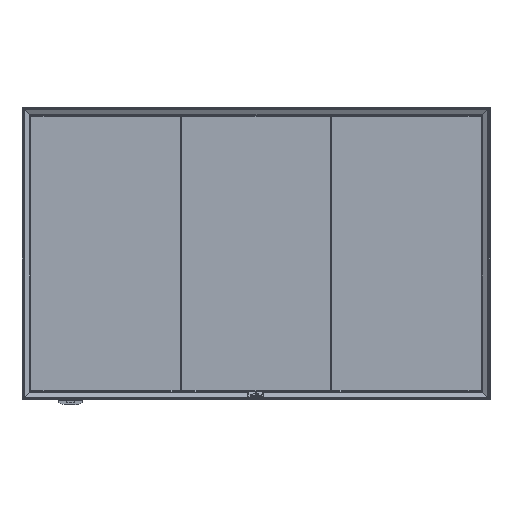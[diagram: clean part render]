
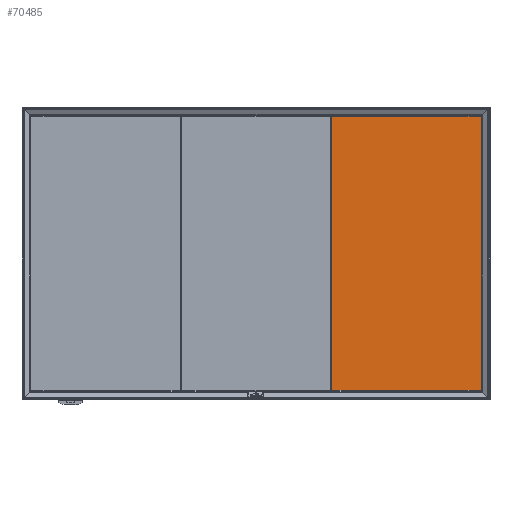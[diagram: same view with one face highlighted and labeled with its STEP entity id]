
A CAD part, front view. The second image highlights one B-rep face of the part: STEP entity #70485.
In plain terms, the highlighted planar face has unit normal (0, -1, 0).
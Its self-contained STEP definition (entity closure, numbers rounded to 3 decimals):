
#9282=FACE_OUTER_BOUND('',#13240,.T.);
#13240=EDGE_LOOP('',(#61646,#61647,#61648,#61649));
#19266=LINE('',#120384,#25897);
#19270=LINE('',#120393,#25901);
#19275=LINE('',#120401,#25906);
#19277=LINE('',#120405,#25908);
#25897=VECTOR('',#96081,383.);
#25901=VECTOR('',#96087,383.);
#25906=VECTOR('',#96094,703.);
#25908=VECTOR('',#96100,703.);
#32739=VERTEX_POINT('',#120382);
#32740=VERTEX_POINT('',#120383);
#32743=VERTEX_POINT('',#120391);
#32744=VERTEX_POINT('',#120392);
#42583=EDGE_CURVE('',#32739,#32740,#19266,.T.);
#42587=EDGE_CURVE('',#32743,#32744,#19270,.T.);
#42592=EDGE_CURVE('',#32739,#32744,#19275,.T.);
#42594=EDGE_CURVE('',#32740,#32743,#19277,.T.);
#61646=ORIENTED_EDGE('',*,*,#42592,.F.);
#61647=ORIENTED_EDGE('',*,*,#42583,.T.);
#61648=ORIENTED_EDGE('',*,*,#42594,.T.);
#61649=ORIENTED_EDGE('',*,*,#42587,.T.);
#67033=PLANE('',#77269);
#70485=ADVANCED_FACE('',(#9282),#67033,.T.);
#77269=AXIS2_PLACEMENT_3D('',#120406,#96101,#96102);
#96081=DIRECTION('',(-1.,0.,0.));
#96087=DIRECTION('',(1.,0.,0.));
#96094=DIRECTION('',(0.,0.,-1.));
#96100=DIRECTION('',(0.,0.,-1.));
#96101=DIRECTION('center_axis',(0.,-1.,0.));
#96102=DIRECTION('ref_axis',(0.,0.,1.));
#120382=CARTESIAN_POINT('',(1177.,8.,727.5));
#120383=CARTESIAN_POINT('',(794.,8.,727.5));
#120384=CARTESIAN_POINT('',(985.5,8.,727.5));
#120391=CARTESIAN_POINT('',(794.,8.,24.5));
#120392=CARTESIAN_POINT('',(1177.,8.,24.5));
#120393=CARTESIAN_POINT('',(985.5,8.,24.5));
#120401=CARTESIAN_POINT('',(1177.,8.,375.5));
#120405=CARTESIAN_POINT('',(794.,8.,375.5));
#120406=CARTESIAN_POINT('Origin',(985.5,8.,375.5));
